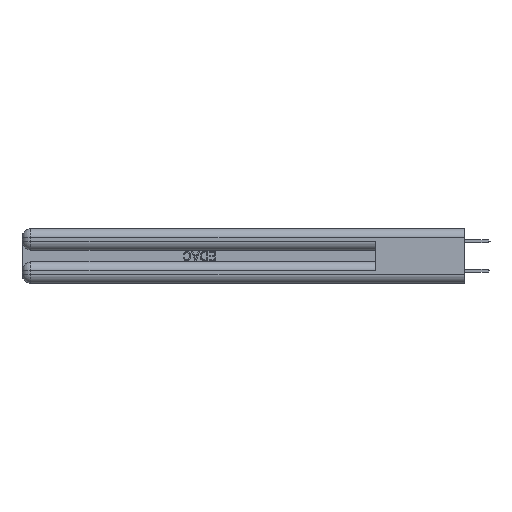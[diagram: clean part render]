
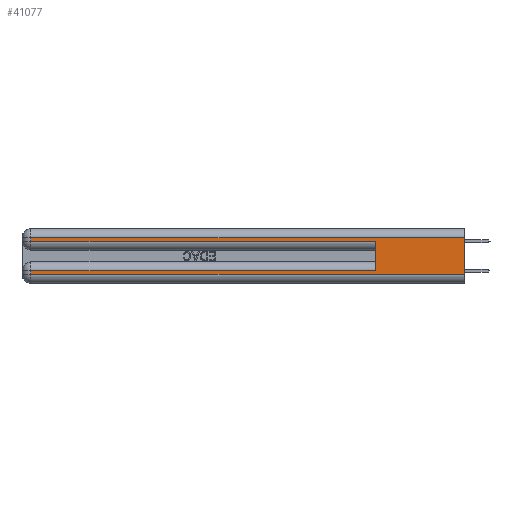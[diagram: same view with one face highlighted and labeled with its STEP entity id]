
A CAD part, left-side view. The second image highlights one B-rep face of the part: STEP entity #41077.
In plain terms, the highlighted planar face has unit normal (-1, 0, 0).
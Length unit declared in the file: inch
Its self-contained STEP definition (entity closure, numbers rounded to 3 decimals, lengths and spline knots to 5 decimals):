
#13 = LINE ( 'NONE', #37203, #12888 ) ;
#127 = LINE ( 'NONE', #25392, #31210 ) ;
#1872 = CARTESIAN_POINT ( 'NONE',  ( 0., 0., 0.085 ) ) ;
#2392 = ORIENTED_EDGE ( 'NONE', *, *, #34721, .T. ) ;
#4278 = ORIENTED_EDGE ( 'NONE', *, *, #44287, .T. ) ;
#4931 = DIRECTION ( 'NONE',  ( 0., 0., -1. ) ) ;
#6012 = DIRECTION ( 'NONE',  ( 0., 0., -1. ) ) ;
#6528 = VERTEX_POINT ( 'NONE', #43249 ) ;
#6637 = ORIENTED_EDGE ( 'NONE', *, *, #39959, .T. ) ;
#7206 = VERTEX_POINT ( 'NONE', #33570 ) ;
#7397 = DIRECTION ( 'NONE',  ( 0., 0., -1. ) ) ;
#7643 = DIRECTION ( 'NONE',  ( 0., 0., -1. ) ) ;
#8260 = CARTESIAN_POINT ( 'NONE',  ( 0., 0.6, 0.145 ) ) ;
#8614 = VERTEX_POINT ( 'NONE', #32673 ) ;
#10864 = DIRECTION ( 'NONE',  ( 1., 0., 0. ) ) ;
#11626 = CARTESIAN_POINT ( 'NONE',  ( 0., 0., 0.06 ) ) ;
#11868 = CARTESIAN_POINT ( 'NONE',  ( 0., 2.94, 0.06 ) ) ;
#12583 = ORIENTED_EDGE ( 'NONE', *, *, #23019, .F. ) ;
#12888 = VECTOR ( 'NONE', #7643, 39.37008 ) ;
#13308 = EDGE_CURVE ( 'NONE', #14585, #7206, #34945, .T. ) ;
#14585 = VERTEX_POINT ( 'NONE', #33519 ) ;
#14806 = CARTESIAN_POINT ( 'NONE',  ( 0., 0., 0.37 ) ) ;
#15462 = LINE ( 'NONE', #27375, #21916 ) ;
#16469 = DIRECTION ( 'NONE',  ( 0., 1., 0. ) ) ;
#19098 = VECTOR ( 'NONE', #42199, 39.37008 ) ;
#20661 = CARTESIAN_POINT ( 'NONE',  ( 0., 0., 0.285 ) ) ;
#21083 = CARTESIAN_POINT ( 'NONE',  ( 0., 0., 0.06 ) ) ;
#21192 = CARTESIAN_POINT ( 'NONE',  ( 0., 2.94, 0.31 ) ) ;
#21250 = DIRECTION ( 'NONE',  ( 0., 1., 0. ) ) ;
#21916 = VECTOR ( 'NONE', #4931, 39.37008 ) ;
#23019 = EDGE_CURVE ( 'NONE', #6528, #26765, #127, .T. ) ;
#23277 = EDGE_LOOP ( 'NONE', ( #12583, #24489, #47394, #39344, #48238, #2392, #4278, #6637 ) ) ;
#23428 = VECTOR ( 'NONE', #46671, 39.37008 ) ;
#24489 = ORIENTED_EDGE ( 'NONE', *, *, #26738, .T. ) ;
#25392 = CARTESIAN_POINT ( 'NONE',  ( 0., 0., 0.37 ) ) ;
#26696 = VERTEX_POINT ( 'NONE', #39342 ) ;
#26738 = EDGE_CURVE ( 'NONE', #6528, #41436, #31160, .T. ) ;
#26765 = VERTEX_POINT ( 'NONE', #21083 ) ;
#27058 = VECTOR ( 'NONE', #21250, 39.37008 ) ;
#27122 = DIRECTION ( 'NONE',  ( 0., 0., 1. ) ) ;
#27375 = CARTESIAN_POINT ( 'NONE',  ( 0., 2.94, 0.37 ) ) ;
#28048 = EDGE_CURVE ( 'NONE', #26696, #7206, #43423, .T. ) ;
#28109 = LINE ( 'NONE', #1872, #36917 ) ;
#31160 = LINE ( 'NONE', #43951, #27058 ) ;
#31210 = VECTOR ( 'NONE', #6012, 39.37008 ) ;
#32673 = CARTESIAN_POINT ( 'NONE',  ( 0., 2.94, 0.085 ) ) ;
#32808 = VERTEX_POINT ( 'NONE', #11868 ) ;
#33519 = CARTESIAN_POINT ( 'NONE',  ( 0., 0.6, 0.085 ) ) ;
#33570 = CARTESIAN_POINT ( 'NONE',  ( 0., 0.6, 0.285 ) ) ;
#34721 = EDGE_CURVE ( 'NONE', #14585, #8614, #28109, .T. ) ;
#34945 = LINE ( 'NONE', #8260, #37301 ) ;
#36917 = VECTOR ( 'NONE', #16469, 39.37008 ) ;
#37203 = CARTESIAN_POINT ( 'NONE',  ( 0., 2.94, 0.37 ) ) ;
#37301 = VECTOR ( 'NONE', #27122, 39.37008 ) ;
#39342 = CARTESIAN_POINT ( 'NONE',  ( 0., 2.94, 0.285 ) ) ;
#39344 = ORIENTED_EDGE ( 'NONE', *, *, #28048, .T. ) ;
#39959 = EDGE_CURVE ( 'NONE', #32808, #26765, #47957, .T. ) ;
#41077 = ADVANCED_FACE ( 'NONE', ( #41308 ), #44579, .F. ) ;
#41308 = FACE_OUTER_BOUND ( 'NONE', #23277, .T. ) ;
#41436 = VERTEX_POINT ( 'NONE', #21192 ) ;
#42199 = DIRECTION ( 'NONE',  ( 0., -1., 0. ) ) ;
#42353 = AXIS2_PLACEMENT_3D ( 'NONE', #14806, #10864, #7397 ) ;
#42967 = EDGE_CURVE ( 'NONE', #41436, #26696, #13, .T. ) ;
#43249 = CARTESIAN_POINT ( 'NONE',  ( 0., 0., 0.31 ) ) ;
#43423 = LINE ( 'NONE', #20661, #23428 ) ;
#43951 = CARTESIAN_POINT ( 'NONE',  ( 0., 0., 0.31 ) ) ;
#44287 = EDGE_CURVE ( 'NONE', #8614, #32808, #15462, .T. ) ;
#44579 = PLANE ( 'NONE',  #42353 ) ;
#46671 = DIRECTION ( 'NONE',  ( 0., -1., 0. ) ) ;
#47394 = ORIENTED_EDGE ( 'NONE', *, *, #42967, .T. ) ;
#47957 = LINE ( 'NONE', #11626, #19098 ) ;
#48238 = ORIENTED_EDGE ( 'NONE', *, *, #13308, .F. ) ;
